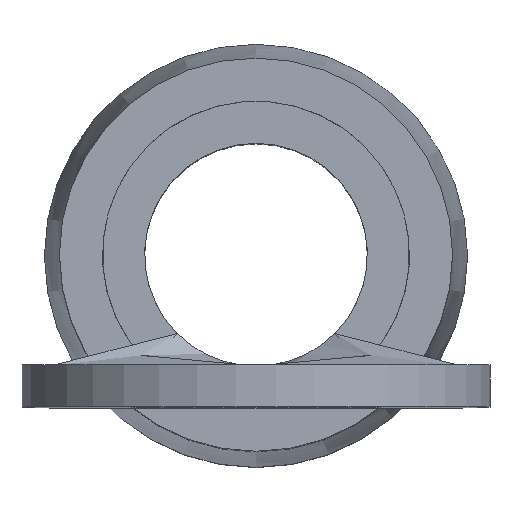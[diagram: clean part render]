
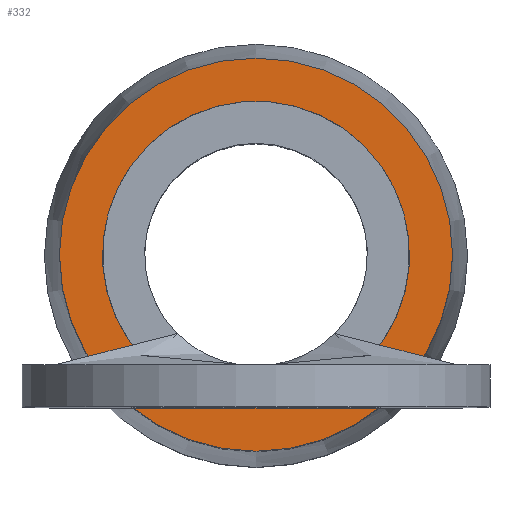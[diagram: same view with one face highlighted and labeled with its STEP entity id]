
A CAD part, top view. The second image highlights one B-rep face of the part: STEP entity #332.
In plain terms, the highlighted planar face has unit normal (0, 0, 1).
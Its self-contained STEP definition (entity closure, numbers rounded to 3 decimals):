
#16=B_SPLINE_CURVE_WITH_KNOTS($,3,(#618,#619,#620,#621,#622,#623,#624,#625,
#626,#627,#628),.UNSPECIFIED.,.F.,.F.,(4,1,1,1,1,1,1,1,4),(0.,0.125,0.25,
0.375,0.5,0.625,0.75,0.875,1.),.UNSPECIFIED.);
#32=FACE_BOUND($,#76,.T.);
#50=FACE_OUTER_BOUND($,#75,.T.);
#75=EDGE_LOOP($,(#268));
#76=EDGE_LOOP($,(#269,#270,#271,#272));
#99=CIRCLE($,#356,4.166);
#104=CIRCLE($,#364,5.334);
#124=LINE($,#537,#144);
#127=LINE($,#612,#147);
#144=VECTOR($,#411,0.246);
#147=VECTOR($,#432,0.246);
#164=VERTEX_POINT($,#526);
#166=VERTEX_POINT($,#535);
#168=VERTEX_POINT($,#541);
#172=VERTEX_POINT($,#611);
#173=VERTEX_POINT($,#616);
#198=EDGE_CURVE($,#164,#166,#124,.T.);
#200=EDGE_CURVE($,#168,#164,#99,.T.);
#208=EDGE_CURVE($,#172,#168,#127,.T.);
#211=EDGE_CURVE($,#173,#173,#104,.T.);
#212=EDGE_CURVE($,#166,#172,#16,.T.);
#268=ORIENTED_EDGE($,*,*,#211,.T.);
#269=ORIENTED_EDGE($,*,*,#198,.T.);
#270=ORIENTED_EDGE($,*,*,#212,.T.);
#271=ORIENTED_EDGE($,*,*,#208,.T.);
#272=ORIENTED_EDGE($,*,*,#200,.T.);
#304=PLANE($,#363);
#332=ADVANCED_FACE($,(#50,#32),#304,.T.);
#356=AXIS2_PLACEMENT_3D($,#542,#416,#417);
#363=AXIS2_PLACEMENT_3D($,#615,#435,#436);
#364=AXIS2_PLACEMENT_3D($,#617,#437,#438);
#411=DIRECTION($,(0.659,-0.752,0.));
#416=DIRECTION('center_axis',(0.,0.,-1.));
#417=DIRECTION('ref_axis',(-0.725,-0.689,0.));
#432=DIRECTION($,(0.659,0.752,0.));
#435=DIRECTION('center_axis',(0.,0.,1.));
#436=DIRECTION('ref_axis',(1.,0.,0.));
#437=DIRECTION('center_axis',(0.,0.,1.));
#438=DIRECTION('ref_axis',(0.,-1.,0.));
#526=CARTESIAN_POINT('',(3.019,1.296,-23.91));
#535=CARTESIAN_POINT('',(3.182,1.11,-23.91));
#537=CARTESIAN_POINT($,(3.019,1.296,-23.91));
#541=CARTESIAN_POINT('',(-3.019,1.296,-23.91));
#542=CARTESIAN_POINT('Origin',(0.,4.166,-23.91));
#611=CARTESIAN_POINT('',(-3.182,1.11,-23.91));
#612=CARTESIAN_POINT($,(-3.182,1.11,-23.91));
#615=CARTESIAN_POINT('Origin',(0.,4.166,-23.91));
#616=CARTESIAN_POINT('',(0.,9.5,-23.91));
#617=CARTESIAN_POINT('Origin',(0.,4.166,-23.91));
#618=CARTESIAN_POINT('Ctrl Pts',(3.182,1.11,-23.91));
#619=CARTESIAN_POINT('Ctrl Pts',(2.964,0.934,-23.91));
#620=CARTESIAN_POINT('Ctrl Pts',(2.502,0.623,-23.91));
#621=CARTESIAN_POINT('Ctrl Pts',(1.717,0.268,-23.91));
#622=CARTESIAN_POINT('Ctrl Pts',(0.874,0.049,-23.91));
#623=CARTESIAN_POINT('Ctrl Pts',(0.,-0.025,
-23.91));
#624=CARTESIAN_POINT('Ctrl Pts',(-0.874,0.049,-23.91));
#625=CARTESIAN_POINT('Ctrl Pts',(-1.717,0.268,-23.91));
#626=CARTESIAN_POINT('Ctrl Pts',(-2.502,0.623,-23.91));
#627=CARTESIAN_POINT('Ctrl Pts',(-2.964,0.934,-23.91));
#628=CARTESIAN_POINT('Ctrl Pts',(-3.182,1.11,-23.91));
